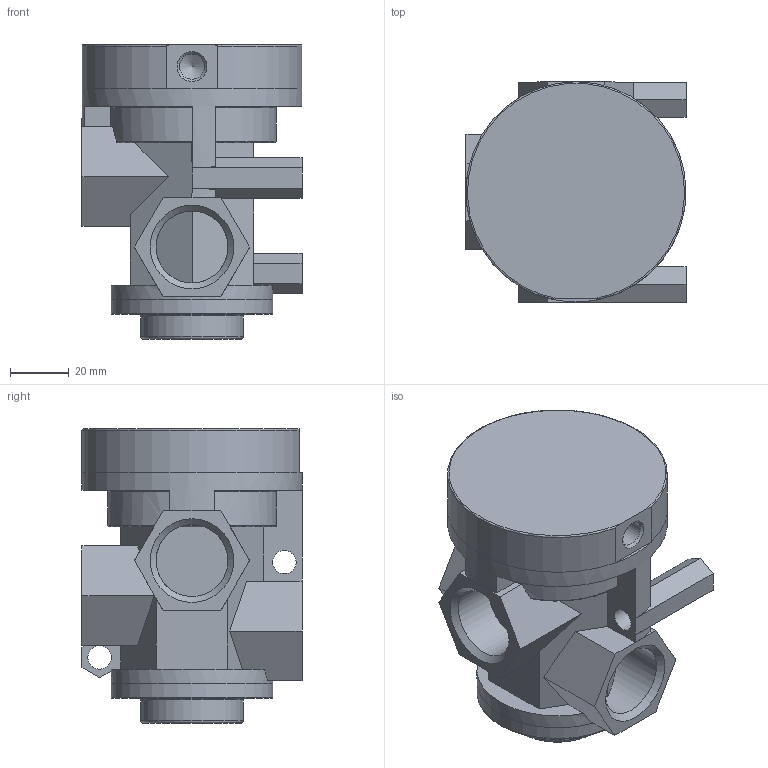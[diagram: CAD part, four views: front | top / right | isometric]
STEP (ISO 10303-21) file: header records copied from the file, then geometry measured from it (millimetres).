
FILE_DESCRIPTION((''),'2;1');
FILE_NAME('773-V_32_11_1(C-A).stp','2008-02-21T17:00:02',('pilonfr1'),(''),'Autodesk Inventor 2008','Autodesk Inventor 2008','');
FILE_SCHEMA(('AUTOMOTIVE_DESIGN { 1 0 10303 214 1 1 1 1 }'));
Length unit declared in the file: millimetre
Products named in the file (1): 773-V_32_11_1(C-A)
Bounding box: 75 x 75 x 100.5 mm (x, y, z)
Volume: 267043.8 mm3; surface area: 41793.8 mm2
Topology: 1 solids, 1 shells, 104 faces, 277 edges, 179 vertices
Faces by surface type: plane 75, cylinder 14, bspline 6, torus 6, cone 3
Full cylindrical faces by diameter (mm): 8 x2, 24.5 x3, 35 x1, 55 x2, 75 x1
Entity records: 3399 total; most frequent: CARTESIAN_POINT 867, DIRECTION 503, ORIENTED_EDGE 502, EDGE_CURVE 251, VECTOR 175, LINE 175, VERTEX_POINT 171, AXIS2_PLACEMENT_3D 164
